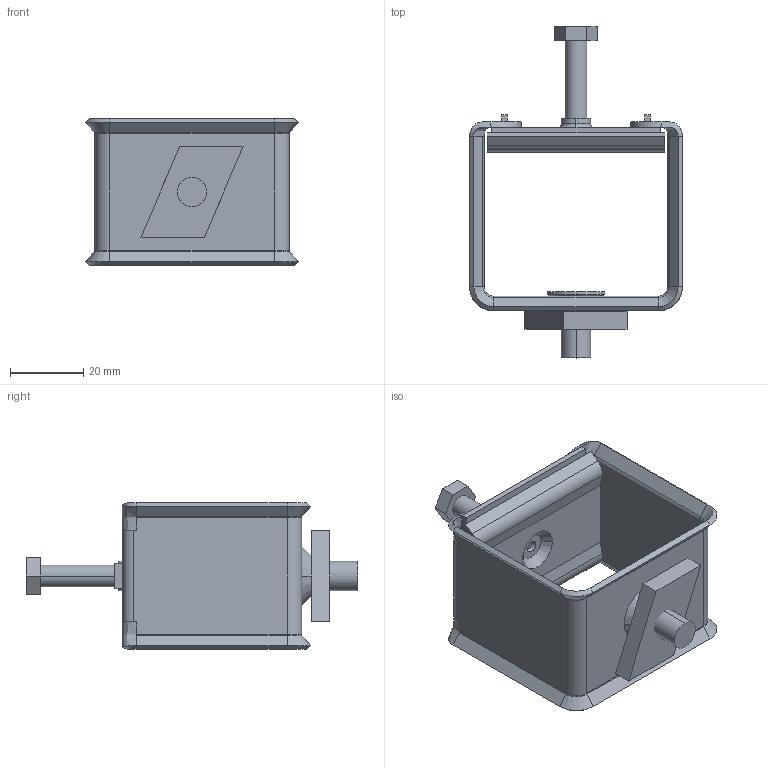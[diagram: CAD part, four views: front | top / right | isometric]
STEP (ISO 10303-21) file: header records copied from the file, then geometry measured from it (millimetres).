
FILE_DESCRIPTION (( 'STEP AP214' ), '1' );
FILE_NAME ('1194054.stp', '2017-02-06T12:36:58', ( '' ), ( '' ), 'SwSTEP 2.0', 'SolidWorks 2016', '' );
FILE_SCHEMA (( 'AUTOMOTIVE_DESIGN' ));
Length unit declared in the file: millimetre
Products named in the file (7): 013842_ISO 2009 - M8 x 18 - A2; KTS 14.037-004_Standard; EB050-10-01_Standard; EB050-10-03_Standard; EB050-10-02_Standard; 1194054; EB101-00-03_M6 x 26
Assembly tree (6 placements, depth 2):
  1194054
    EB050-10-01_Standard
    EB050-10-02_Standard
    EB050-10-03_Standard
    EB101-00-03_M6 x 26
    013842_ISO 2009 - M8 x 18 - A2
    KTS 14.037-004_Standard
Bounding box: 58 x 90.55 x 40 mm (x, y, z)
Volume: 19782.9 mm3; surface area: 24948.3 mm2
Topology: 6 solids, 6 shells, 228 faces, 532 edges, 320 vertices
Faces by surface type: plane 130, cylinder 46, cone 24, bspline 16, torus 12
Entity records: 8997 total; most frequent: CARTESIAN_POINT 3623, ORIENTED_EDGE 1064, DIRECTION 1033, EDGE_CURVE 532, AXIS2_PLACEMENT_3D 358, VERTEX_POINT 320, VECTOR 317, LINE 317
